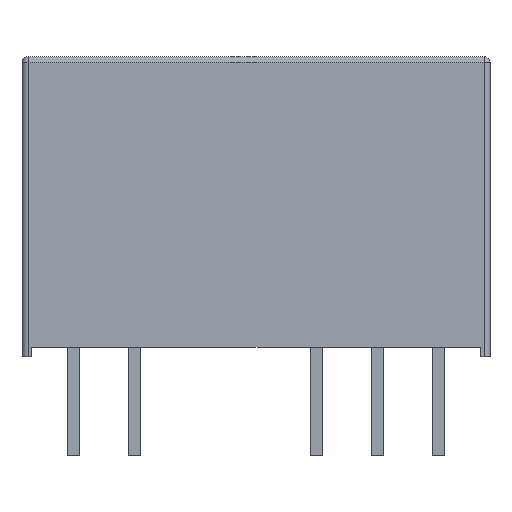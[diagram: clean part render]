
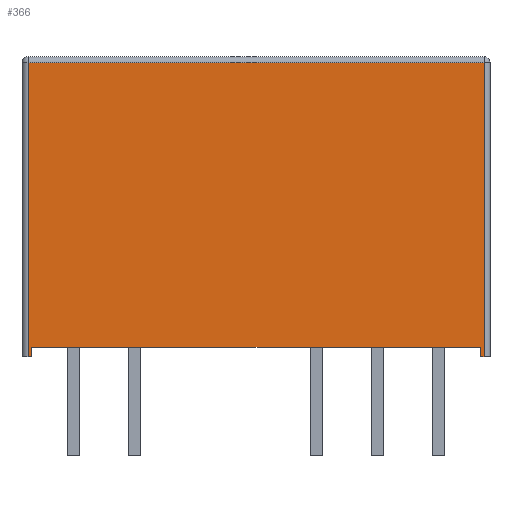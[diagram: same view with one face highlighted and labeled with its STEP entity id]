
A CAD part, front view. The second image highlights one B-rep face of the part: STEP entity #366.
In plain terms, the highlighted planar face has unit normal (0, -1, 0).
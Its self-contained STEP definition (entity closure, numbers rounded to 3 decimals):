
#158 = VERTEX_POINT('',#159);
#159 = CARTESIAN_POINT('',(-1.73,-7.13,0.41));
#176 = VERTEX_POINT('',#177);
#177 = CARTESIAN_POINT('',(16.97,-7.13,0.41));
#183 = EDGE_CURVE('',#158,#176,#184,.T.);
#184 = LINE('',#185,#186);
#185 = CARTESIAN_POINT('',(12.495,-7.13,0.41));
#186 = VECTOR('',#187,1.);
#187 = DIRECTION('',(1.,0.,0.));
#340 = VERTEX_POINT('',#341);
#341 = CARTESIAN_POINT('',(-1.73,-7.13,0.01));
#349 = EDGE_CURVE('',#158,#340,#350,.T.);
#350 = LINE('',#351,#352);
#351 = CARTESIAN_POINT('',(-1.73,-7.13,0.01));
#352 = VECTOR('',#353,1.);
#353 = DIRECTION('',(0.,0.,-1.));
#366 = ADVANCED_FACE('',(#367),#417,.T.);
#367 = FACE_BOUND('',#368,.T.);
#368 = EDGE_LOOP('',(#369,#379,#387,#395,#401,#402,#403,#411));
#369 = ORIENTED_EDGE('',*,*,#370,.T.);
#370 = EDGE_CURVE('',#371,#373,#375,.T.);
#371 = VERTEX_POINT('',#372);
#372 = CARTESIAN_POINT('',(17.12,-7.13,0.01));
#373 = VERTEX_POINT('',#374);
#374 = CARTESIAN_POINT('',(17.12,-7.13,12.26));
#375 = LINE('',#376,#377);
#376 = CARTESIAN_POINT('',(17.12,-7.13,0.01));
#377 = VECTOR('',#378,1.);
#378 = DIRECTION('',(0.,0.,1.));
#379 = ORIENTED_EDGE('',*,*,#380,.T.);
#380 = EDGE_CURVE('',#373,#381,#383,.T.);
#381 = VERTEX_POINT('',#382);
#382 = CARTESIAN_POINT('',(-1.88,-7.13,12.26));
#383 = LINE('',#384,#385);
#384 = CARTESIAN_POINT('',(17.12,-7.13,12.26));
#385 = VECTOR('',#386,1.);
#386 = DIRECTION('',(-1.,0.,0.));
#387 = ORIENTED_EDGE('',*,*,#388,.F.);
#388 = EDGE_CURVE('',#389,#381,#391,.T.);
#389 = VERTEX_POINT('',#390);
#390 = CARTESIAN_POINT('',(-1.88,-7.13,0.01));
#391 = LINE('',#392,#393);
#392 = CARTESIAN_POINT('',(-1.88,-7.13,0.01));
#393 = VECTOR('',#394,1.);
#394 = DIRECTION('',(0.,0.,1.));
#395 = ORIENTED_EDGE('',*,*,#396,.F.);
#396 = EDGE_CURVE('',#340,#389,#397,.T.);
#397 = LINE('',#398,#399);
#398 = CARTESIAN_POINT('',(17.37,-7.13,0.01));
#399 = VECTOR('',#400,1.);
#400 = DIRECTION('',(-1.,0.,0.));
#401 = ORIENTED_EDGE('',*,*,#349,.F.);
#402 = ORIENTED_EDGE('',*,*,#183,.T.);
#403 = ORIENTED_EDGE('',*,*,#404,.F.);
#404 = EDGE_CURVE('',#405,#176,#407,.T.);
#405 = VERTEX_POINT('',#406);
#406 = CARTESIAN_POINT('',(16.97,-7.13,0.01));
#407 = LINE('',#408,#409);
#408 = CARTESIAN_POINT('',(16.97,-7.13,0.01));
#409 = VECTOR('',#410,1.);
#410 = DIRECTION('',(0.,0.,1.));
#411 = ORIENTED_EDGE('',*,*,#412,.F.);
#412 = EDGE_CURVE('',#371,#405,#413,.T.);
#413 = LINE('',#414,#415);
#414 = CARTESIAN_POINT('',(17.37,-7.13,0.01));
#415 = VECTOR('',#416,1.);
#416 = DIRECTION('',(-1.,0.,0.));
#417 = PLANE('',#418);
#418 = AXIS2_PLACEMENT_3D('',#419,#420,#421);
#419 = CARTESIAN_POINT('',(17.37,-7.13,0.01));
#420 = DIRECTION('',(0.,-1.,0.));
#421 = DIRECTION('',(-1.,0.,0.));
